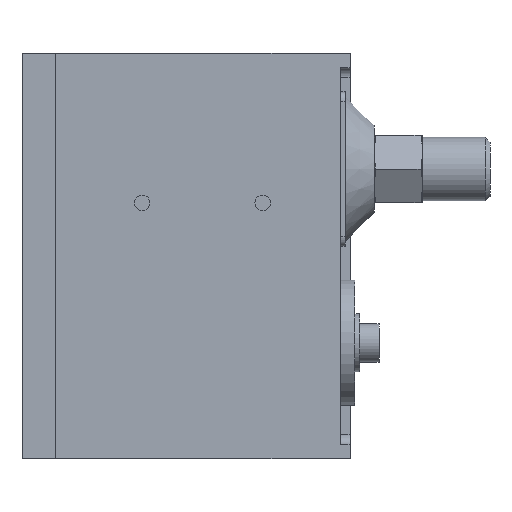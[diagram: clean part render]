
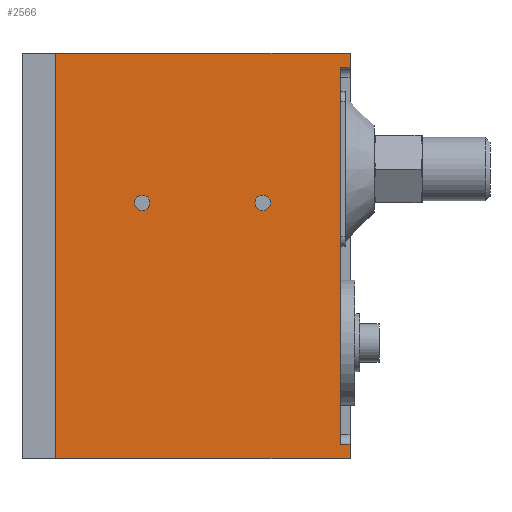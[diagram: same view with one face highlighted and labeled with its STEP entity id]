
A CAD part, left-side view. The second image highlights one B-rep face of the part: STEP entity #2566.
In plain terms, the highlighted planar face has unit normal (-1, 0, 0).
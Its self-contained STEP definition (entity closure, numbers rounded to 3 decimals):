
#84=FACE_BOUND('',#311,.T.);
#85=FACE_BOUND('',#312,.T.);
#157=FACE_OUTER_BOUND('',#310,.T.);
#310=EDGE_LOOP('',(#1948,#1949,#1950,#1951,#1952,#1953,#1954,#1955));
#311=EDGE_LOOP('',(#1956,#1957));
#312=EDGE_LOOP('',(#1958,#1959));
#420=CIRCLE('',#2696,1.621);
#421=CIRCLE('',#2697,1.621);
#424=CIRCLE('',#2702,1.621);
#425=CIRCLE('',#2703,1.621);
#576=LINE('',#4005,#839);
#579=LINE('',#4015,#842);
#580=LINE('',#4017,#843);
#581=LINE('',#4019,#844);
#582=LINE('',#4021,#845);
#583=LINE('',#4022,#846);
#584=LINE('',#4024,#847);
#585=LINE('',#4025,#848);
#839=VECTOR('',#3218,10.);
#842=VECTOR('',#3227,10.);
#843=VECTOR('',#3228,10.);
#844=VECTOR('',#3229,10.);
#845=VECTOR('',#3230,10.);
#846=VECTOR('',#3231,10.);
#847=VECTOR('',#3232,10.);
#848=VECTOR('',#3233,10.);
#1053=VERTEX_POINT('',#3722);
#1054=VERTEX_POINT('',#3723);
#1057=VERTEX_POINT('',#3733);
#1058=VERTEX_POINT('',#3734);
#1134=VERTEX_POINT('',#4001);
#1136=VERTEX_POINT('',#4004);
#1139=VERTEX_POINT('',#4013);
#1140=VERTEX_POINT('',#4014);
#1141=VERTEX_POINT('',#4016);
#1142=VERTEX_POINT('',#4018);
#1143=VERTEX_POINT('',#4020);
#1144=VERTEX_POINT('',#4023);
#1318=EDGE_CURVE('',#1053,#1054,#420,.T.);
#1319=EDGE_CURVE('',#1054,#1053,#421,.T.);
#1323=EDGE_CURVE('',#1057,#1058,#424,.T.);
#1324=EDGE_CURVE('',#1058,#1057,#425,.T.);
#1434=EDGE_CURVE('',#1136,#1134,#576,.T.);
#1439=EDGE_CURVE('',#1139,#1140,#579,.T.);
#1440=EDGE_CURVE('',#1141,#1139,#580,.T.);
#1441=EDGE_CURVE('',#1142,#1141,#581,.T.);
#1442=EDGE_CURVE('',#1143,#1142,#582,.T.);
#1443=EDGE_CURVE('',#1143,#1136,#583,.T.);
#1444=EDGE_CURVE('',#1134,#1144,#584,.T.);
#1445=EDGE_CURVE('',#1140,#1144,#585,.T.);
#1948=ORIENTED_EDGE('',*,*,#1439,.F.);
#1949=ORIENTED_EDGE('',*,*,#1440,.F.);
#1950=ORIENTED_EDGE('',*,*,#1441,.F.);
#1951=ORIENTED_EDGE('',*,*,#1442,.F.);
#1952=ORIENTED_EDGE('',*,*,#1443,.T.);
#1953=ORIENTED_EDGE('',*,*,#1434,.T.);
#1954=ORIENTED_EDGE('',*,*,#1444,.T.);
#1955=ORIENTED_EDGE('',*,*,#1445,.F.);
#1956=ORIENTED_EDGE('',*,*,#1318,.T.);
#1957=ORIENTED_EDGE('',*,*,#1319,.T.);
#1958=ORIENTED_EDGE('',*,*,#1323,.T.);
#1959=ORIENTED_EDGE('',*,*,#1324,.T.);
#2436=PLANE('',#2792);
#2566=ADVANCED_FACE('',(#157,#84,#85),#2436,.F.);
#2696=AXIS2_PLACEMENT_3D('',#3724,#2985,#2986);
#2697=AXIS2_PLACEMENT_3D('',#3725,#2987,#2988);
#2702=AXIS2_PLACEMENT_3D('',#3735,#2998,#2999);
#2703=AXIS2_PLACEMENT_3D('',#3736,#3000,#3001);
#2792=AXIS2_PLACEMENT_3D('',#4012,#3225,#3226);
#2985=DIRECTION('center_axis',(1.,0.,0.));
#2986=DIRECTION('ref_axis',(0.,0.,1.));
#2987=DIRECTION('center_axis',(1.,0.,0.));
#2988=DIRECTION('ref_axis',(0.,0.,1.));
#2998=DIRECTION('center_axis',(1.,0.,0.));
#2999=DIRECTION('ref_axis',(0.,0.,1.));
#3000=DIRECTION('center_axis',(1.,0.,0.));
#3001=DIRECTION('ref_axis',(0.,0.,1.));
#3218=DIRECTION('',(0.,0.,1.));
#3225=DIRECTION('center_axis',(1.,0.,0.));
#3226=DIRECTION('ref_axis',(0.,0.,-1.));
#3227=DIRECTION('',(0.,-1.,0.));
#3228=DIRECTION('',(0.,0.,1.));
#3229=DIRECTION('',(0.,1.,0.));
#3230=DIRECTION('',(0.,0.,-1.));
#3231=DIRECTION('',(0.,1.,0.));
#3232=DIRECTION('',(0.,-1.,0.));
#3233=DIRECTION('',(0.,0.,-1.));
#3722=CARTESIAN_POINT('',(0.,12.6,12.621));
#3723=CARTESIAN_POINT('',(0.,12.6,9.379));
#3724=CARTESIAN_POINT('Origin',(0.,12.6,11.));
#3725=CARTESIAN_POINT('Origin',(0.,12.6,11.));
#3733=CARTESIAN_POINT('',(0.,-12.4,12.621));
#3734=CARTESIAN_POINT('',(0.,-12.4,9.379));
#3735=CARTESIAN_POINT('Origin',(0.,-12.4,11.));
#3736=CARTESIAN_POINT('Origin',(0.,-12.4,11.));
#4001=CARTESIAN_POINT('',(0.,-28.5,39.));
#4004=CARTESIAN_POINT('',(0.,-28.5,-39.));
#4005=CARTESIAN_POINT('',(0.,-28.5,0.));
#4012=CARTESIAN_POINT('Origin',(0.,0.,0.));
#4013=CARTESIAN_POINT('',(0.,30.5,42.));
#4014=CARTESIAN_POINT('',(0.,-30.5,42.));
#4015=CARTESIAN_POINT('',(0.,30.5,42.));
#4016=CARTESIAN_POINT('',(0.,30.5,-42.));
#4017=CARTESIAN_POINT('',(0.,30.5,-42.));
#4018=CARTESIAN_POINT('',(0.,-30.5,-42.));
#4019=CARTESIAN_POINT('',(0.,-30.5,-42.));
#4020=CARTESIAN_POINT('',(0.,-30.5,-39.));
#4021=CARTESIAN_POINT('',(0.,-30.5,42.));
#4022=CARTESIAN_POINT('',(0.,-15.25,-39.));
#4023=CARTESIAN_POINT('',(0.,-30.5,39.));
#4024=CARTESIAN_POINT('',(0.,-15.25,39.));
#4025=CARTESIAN_POINT('',(0.,-30.5,42.));
